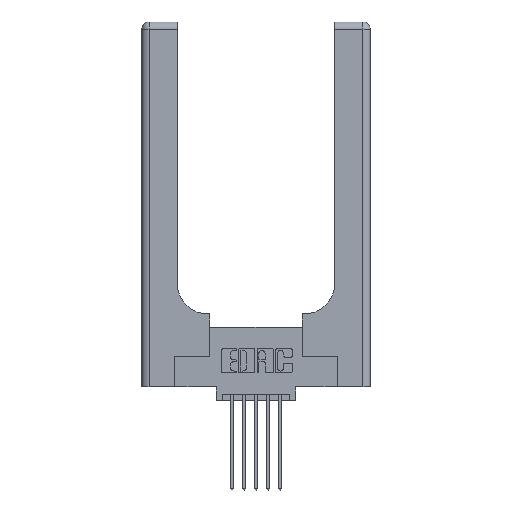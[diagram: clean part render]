
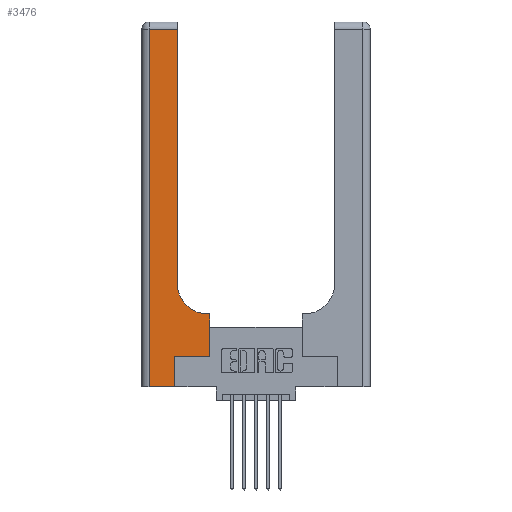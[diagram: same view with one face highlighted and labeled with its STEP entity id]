
A CAD part, top view. The second image highlights one B-rep face of the part: STEP entity #3476.
In plain terms, the highlighted planar face has unit normal (0, 0, 1).
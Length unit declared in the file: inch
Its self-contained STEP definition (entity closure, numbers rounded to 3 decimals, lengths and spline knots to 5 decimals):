
#292 = CARTESIAN_POINT ( 'NONE',  ( 0.06, 2.94, 0.37 ) ) ;
#399 = AXIS2_PLACEMENT_3D ( 'NONE', #10825, #10808, #10777 ) ;
#454 = CARTESIAN_POINT ( 'NONE',  ( 0.2915, 3., 0.37 ) ) ;
#760 = VECTOR ( 'NONE', #1318, 39.37008 ) ;
#1318 = DIRECTION ( 'NONE',  ( -1., 0., 0. ) ) ;
#1369 = CARTESIAN_POINT ( 'NONE',  ( 0.2915, 0.6, 0.37 ) ) ;
#1567 = LINE ( 'NONE', #10830, #9939 ) ;
#1589 = EDGE_CURVE ( 'NONE', #6596, #9151, #13965, .T. ) ;
#2133 = CARTESIAN_POINT ( 'NONE',  ( 0.5585, 0.6, 0.37 ) ) ;
#2333 = CARTESIAN_POINT ( 'NONE',  ( 0., 3., 0.37 ) ) ;
#2341 = EDGE_CURVE ( 'NONE', #2874, #6467, #8152, .T. ) ;
#2730 = EDGE_CURVE ( 'NONE', #3926, #6596, #3718, .T. ) ;
#2833 = CARTESIAN_POINT ( 'NONE',  ( 0.269, 0., 0.37 ) ) ;
#2874 = VERTEX_POINT ( 'NONE', #292 ) ;
#3201 = ORIENTED_EDGE ( 'NONE', *, *, #12247, .T. ) ;
#3222 = ORIENTED_EDGE ( 'NONE', *, *, #1589, .T. ) ;
#3423 = DIRECTION ( 'NONE',  ( -1., 0., 0. ) ) ;
#3476 = ADVANCED_FACE ( 'NONE', ( #3723 ), #7744, .F. ) ;
#3479 = VECTOR ( 'NONE', #9306, 39.37008 ) ;
#3696 = LINE ( 'NONE', #13804, #12432 ) ;
#3718 = LINE ( 'NONE', #1369, #760 ) ;
#3723 = FACE_OUTER_BOUND ( 'NONE', #9392, .T. ) ;
#3926 = VERTEX_POINT ( 'NONE', #2133 ) ;
#4650 = LINE ( 'NONE', #7019, #4997 ) ;
#4997 = VECTOR ( 'NONE', #13591, 39.37008 ) ;
#5252 = EDGE_CURVE ( 'NONE', #6196, #2874, #5726, .T. ) ;
#5292 = EDGE_CURVE ( 'NONE', #10667, #7915, #11219, .T. ) ;
#5324 = CARTESIAN_POINT ( 'NONE',  ( 0.06, 3., 0.37 ) ) ;
#5543 = DIRECTION ( 'NONE',  ( 0., -1., 0. ) ) ;
#5726 = LINE ( 'NONE', #9866, #8265 ) ;
#6162 = EDGE_CURVE ( 'NONE', #9151, #6196, #6360, .T. ) ;
#6165 = DIRECTION ( 'NONE',  ( 0., 1., 0. ) ) ;
#6196 = VERTEX_POINT ( 'NONE', #12635 ) ;
#6214 = ORIENTED_EDGE ( 'NONE', *, *, #5252, .T. ) ;
#6262 = CARTESIAN_POINT ( 'NONE',  ( 0.2915, 0.85, 0.37 ) ) ;
#6360 = LINE ( 'NONE', #454, #3479 ) ;
#6467 = VERTEX_POINT ( 'NONE', #8883 ) ;
#6596 = VERTEX_POINT ( 'NONE', #7126 ) ;
#7019 = CARTESIAN_POINT ( 'NONE',  ( 0., 0., 0.37 ) ) ;
#7126 = CARTESIAN_POINT ( 'NONE',  ( 0.5415, 0.6, 0.37 ) ) ;
#7183 = ORIENTED_EDGE ( 'NONE', *, *, #9558, .T. ) ;
#7626 = CARTESIAN_POINT ( 'NONE',  ( 0.5585, 0.25, 0.37 ) ) ;
#7695 = VERTEX_POINT ( 'NONE', #2833 ) ;
#7744 = PLANE ( 'NONE',  #13047 ) ;
#7915 = VERTEX_POINT ( 'NONE', #7626 ) ;
#7923 = VECTOR ( 'NONE', #14243, 39.37008 ) ;
#8152 = LINE ( 'NONE', #5324, #13636 ) ;
#8265 = VECTOR ( 'NONE', #13174, 39.37008 ) ;
#8883 = CARTESIAN_POINT ( 'NONE',  ( 0.06, 0., 0.37 ) ) ;
#8985 = ORIENTED_EDGE ( 'NONE', *, *, #2341, .T. ) ;
#9151 = VERTEX_POINT ( 'NONE', #6262 ) ;
#9306 = DIRECTION ( 'NONE',  ( 0., 1., 0. ) ) ;
#9392 = EDGE_LOOP ( 'NONE', ( #14259, #6214, #8985, #13410, #3201, #12163, #7183, #9703, #3222 ) ) ;
#9558 = EDGE_CURVE ( 'NONE', #7915, #3926, #3696, .T. ) ;
#9703 = ORIENTED_EDGE ( 'NONE', *, *, #2730, .T. ) ;
#9866 = CARTESIAN_POINT ( 'NONE',  ( 0., 2.94, 0.37 ) ) ;
#9939 = VECTOR ( 'NONE', #10732, 39.37008 ) ;
#9957 = DIRECTION ( 'NONE',  ( 0., 0., -1. ) ) ;
#10667 = VERTEX_POINT ( 'NONE', #13774 ) ;
#10732 = DIRECTION ( 'NONE',  ( 0., 1., 0. ) ) ;
#10777 = DIRECTION ( 'NONE',  ( 1., 0., 0. ) ) ;
#10808 = DIRECTION ( 'NONE',  ( 0., 0., -1. ) ) ;
#10825 = CARTESIAN_POINT ( 'NONE',  ( 0.5415, 0.85, 0.37 ) ) ;
#10830 = CARTESIAN_POINT ( 'NONE',  ( 0.269, 0., 0.37 ) ) ;
#11026 = CARTESIAN_POINT ( 'NONE',  ( 0.269, 0.25, 0.37 ) ) ;
#11219 = LINE ( 'NONE', #11026, #7923 ) ;
#11976 = EDGE_CURVE ( 'NONE', #6467, #7695, #4650, .T. ) ;
#12163 = ORIENTED_EDGE ( 'NONE', *, *, #5292, .T. ) ;
#12247 = EDGE_CURVE ( 'NONE', #7695, #10667, #1567, .T. ) ;
#12432 = VECTOR ( 'NONE', #6165, 39.37008 ) ;
#12635 = CARTESIAN_POINT ( 'NONE',  ( 0.2915, 2.94, 0.37 ) ) ;
#13047 = AXIS2_PLACEMENT_3D ( 'NONE', #2333, #9957, #3423 ) ;
#13174 = DIRECTION ( 'NONE',  ( -1., 0., 0. ) ) ;
#13410 = ORIENTED_EDGE ( 'NONE', *, *, #11976, .T. ) ;
#13591 = DIRECTION ( 'NONE',  ( 1., 0., 0. ) ) ;
#13636 = VECTOR ( 'NONE', #5543, 39.37008 ) ;
#13774 = CARTESIAN_POINT ( 'NONE',  ( 0.269, 0.25, 0.37 ) ) ;
#13804 = CARTESIAN_POINT ( 'NONE',  ( 0.5585, 0.25, 0.37 ) ) ;
#13965 = CIRCLE ( 'NONE', #399, 0.25 ) ;
#14243 = DIRECTION ( 'NONE',  ( 1., 0., 0. ) ) ;
#14259 = ORIENTED_EDGE ( 'NONE', *, *, #6162, .T. ) ;
